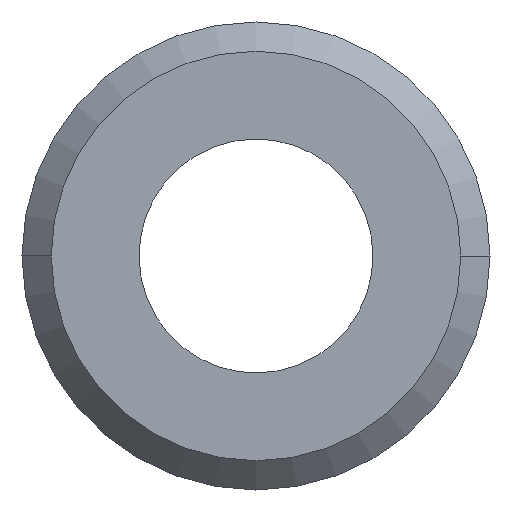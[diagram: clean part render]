
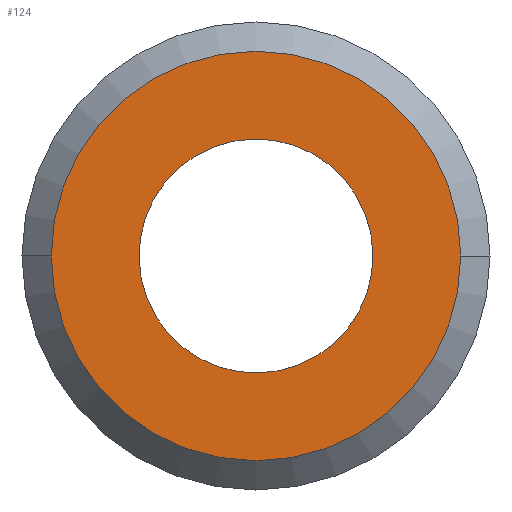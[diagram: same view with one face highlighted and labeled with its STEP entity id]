
A CAD part, front view. The second image highlights one B-rep face of the part: STEP entity #124.
In plain terms, the highlighted planar face has unit normal (0, -1, 0).
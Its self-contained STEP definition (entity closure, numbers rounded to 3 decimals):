
#63=CARTESIAN_POINT('Vertex',(-1.755,-19.5,0.959)) ;
#77=CARTESIAN_POINT('Vertex',(1.755,-19.5,-0.959)) ;
#80=CARTESIAN_POINT('Axis2P3D Location',(0.,-19.5,0.)) ;
#92=CARTESIAN_POINT('Axis2P3D Location',(0.,-19.5,0.)) ;
#97=CARTESIAN_POINT('Axis2P3D Location',(0.,-19.5,0.)) ;
#101=CARTESIAN_POINT('Vertex',(-3.5,-19.5,0.)) ;
#103=CARTESIAN_POINT('Vertex',(3.5,-19.5,0.)) ;
#106=CARTESIAN_POINT('Axis2P3D Location',(0.,-19.5,0.)) ;
#115=CARTESIAN_POINT('Axis2P3D Location',(0.,-19.5,0.)) ;
#81=DIRECTION('Axis2P3D Direction',(-0.,1.,0.)) ;
#93=DIRECTION('Axis2P3D Direction',(-0.,-1.,0.)) ;
#94=DIRECTION('Axis2P3D XDirection',(1.,-0.,-0.)) ;
#98=DIRECTION('Axis2P3D Direction',(-0.,-1.,0.)) ;
#107=DIRECTION('Axis2P3D Direction',(-0.,-1.,0.)) ;
#116=DIRECTION('Axis2P3D Direction',(-0.,-1.,0.)) ;
#82=AXIS2_PLACEMENT_3D('Circle Axis2P3D',#80,#81,$) ;
#95=AXIS2_PLACEMENT_3D('Plane Axis2P3D',#92,#93,#94) ;
#99=AXIS2_PLACEMENT_3D('Circle Axis2P3D',#97,#98,$) ;
#108=AXIS2_PLACEMENT_3D('Circle Axis2P3D',#106,#107,$) ;
#117=AXIS2_PLACEMENT_3D('Circle Axis2P3D',#115,#116,$) ;
#112=ORIENTED_EDGE('',*,*,#105,.T.) ;
#113=ORIENTED_EDGE('',*,*,#110,.T.) ;
#121=ORIENTED_EDGE('',*,*,#119,.F.) ;
#122=ORIENTED_EDGE('',*,*,#84,.F.) ;
#123=FACE_BOUND('',#120,.T.) ;
#124=ADVANCED_FACE('Corps principal',(#114,#123),#96,.T.) ;
#83=CIRCLE('generated circle',#82,2.) ;
#100=CIRCLE('generated circle',#99,3.5) ;
#109=CIRCLE('generated circle',#108,3.5) ;
#118=CIRCLE('generated circle',#117,2.) ;
#84=EDGE_CURVE('',#78,#64,#83,.F.) ;
#105=EDGE_CURVE('',#102,#104,#100,.T.) ;
#110=EDGE_CURVE('',#104,#102,#109,.T.) ;
#119=EDGE_CURVE('',#64,#78,#118,.T.) ;
#111=EDGE_LOOP('',(#112,#113)) ;
#120=EDGE_LOOP('',(#121,#122)) ;
#114=FACE_OUTER_BOUND('',#111,.T.) ;
#96=PLANE('',#95) ;
#64=VERTEX_POINT('',#63) ;
#78=VERTEX_POINT('',#77) ;
#102=VERTEX_POINT('',#101) ;
#104=VERTEX_POINT('',#103) ;
